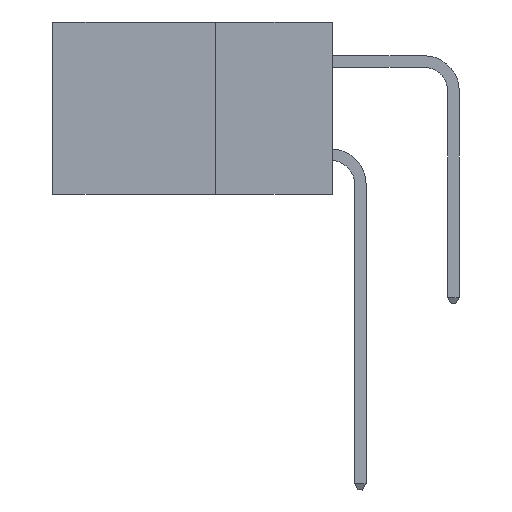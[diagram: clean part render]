
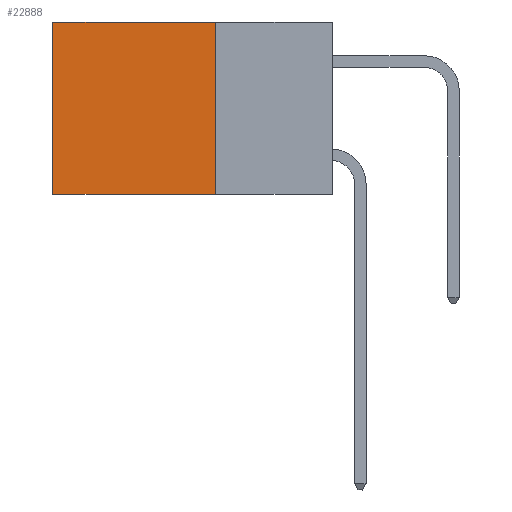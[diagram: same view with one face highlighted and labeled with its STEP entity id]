
A CAD part, left-side view. The second image highlights one B-rep face of the part: STEP entity #22888.
In plain terms, the highlighted planar face has unit normal (-1, 0, 0).
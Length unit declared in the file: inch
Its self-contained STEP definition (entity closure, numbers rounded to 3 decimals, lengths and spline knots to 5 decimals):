
#204 = EDGE_CURVE ( 'NONE', #11736, #20178, #19123, .T. ) ;
#1938 = CARTESIAN_POINT ( 'NONE',  ( 0.298, 0.25, 0. ) ) ;
#3912 = DIRECTION ( 'NONE',  ( 0., 0., -1. ) ) ;
#4618 = LINE ( 'NONE', #23141, #10459 ) ;
#5493 = LINE ( 'NONE', #7422, #12602 ) ;
#7229 = DIRECTION ( 'NONE',  ( 0., 1., 0. ) ) ;
#7422 = CARTESIAN_POINT ( 'NONE',  ( 0.298, 0.25, -0.37 ) ) ;
#8039 = DIRECTION ( 'NONE',  ( 0., 0., -1. ) ) ;
#8490 = AXIS2_PLACEMENT_3D ( 'NONE', #1938, #25627, #3912 ) ;
#9223 = DIRECTION ( 'NONE',  ( 0., 0., -1. ) ) ;
#9951 = CARTESIAN_POINT ( 'NONE',  ( 0.298, 0.25, 0. ) ) ;
#10459 = VECTOR ( 'NONE', #8039, 39.37008 ) ;
#11074 = VERTEX_POINT ( 'NONE', #17206 ) ;
#11736 = VERTEX_POINT ( 'NONE', #21966 ) ;
#11848 = ORIENTED_EDGE ( 'NONE', *, *, #15303, .F. ) ;
#12602 = VECTOR ( 'NONE', #7229, 39.37008 ) ;
#13013 = VERTEX_POINT ( 'NONE', #14135 ) ;
#13081 = EDGE_LOOP ( 'NONE', ( #20728, #27271, #11848, #24595 ) ) ;
#13404 = VECTOR ( 'NONE', #20738, 39.37008 ) ;
#13879 = EDGE_CURVE ( 'NONE', #20178, #11074, #4618, .T. ) ;
#14135 = CARTESIAN_POINT ( 'NONE',  ( 0.298, 0.25, -0.37 ) ) ;
#15303 = EDGE_CURVE ( 'NONE', #11736, #13013, #25513, .T. ) ;
#17101 = PLANE ( 'NONE',  #8490 ) ;
#17206 = CARTESIAN_POINT ( 'NONE',  ( 0.298, 0.6, -0.37 ) ) ;
#19123 = LINE ( 'NONE', #9951, #13404 ) ;
#20034 = CARTESIAN_POINT ( 'NONE',  ( 0.298, 0.25, 0. ) ) ;
#20178 = VERTEX_POINT ( 'NONE', #23058 ) ;
#20728 = ORIENTED_EDGE ( 'NONE', *, *, #13879, .T. ) ;
#20738 = DIRECTION ( 'NONE',  ( 0., 1., 0. ) ) ;
#20771 = VECTOR ( 'NONE', #9223, 39.37008 ) ;
#21966 = CARTESIAN_POINT ( 'NONE',  ( 0.298, 0.25, 0. ) ) ;
#22888 = ADVANCED_FACE ( 'NONE', ( #24139 ), #17101, .F. ) ;
#23058 = CARTESIAN_POINT ( 'NONE',  ( 0.298, 0.6, 0. ) ) ;
#23141 = CARTESIAN_POINT ( 'NONE',  ( 0.298, 0.6, 0. ) ) ;
#23629 = EDGE_CURVE ( 'NONE', #13013, #11074, #5493, .T. ) ;
#24139 = FACE_OUTER_BOUND ( 'NONE', #13081, .T. ) ;
#24595 = ORIENTED_EDGE ( 'NONE', *, *, #204, .T. ) ;
#25513 = LINE ( 'NONE', #20034, #20771 ) ;
#25627 = DIRECTION ( 'NONE',  ( 1., 0., 0. ) ) ;
#27271 = ORIENTED_EDGE ( 'NONE', *, *, #23629, .F. ) ;
